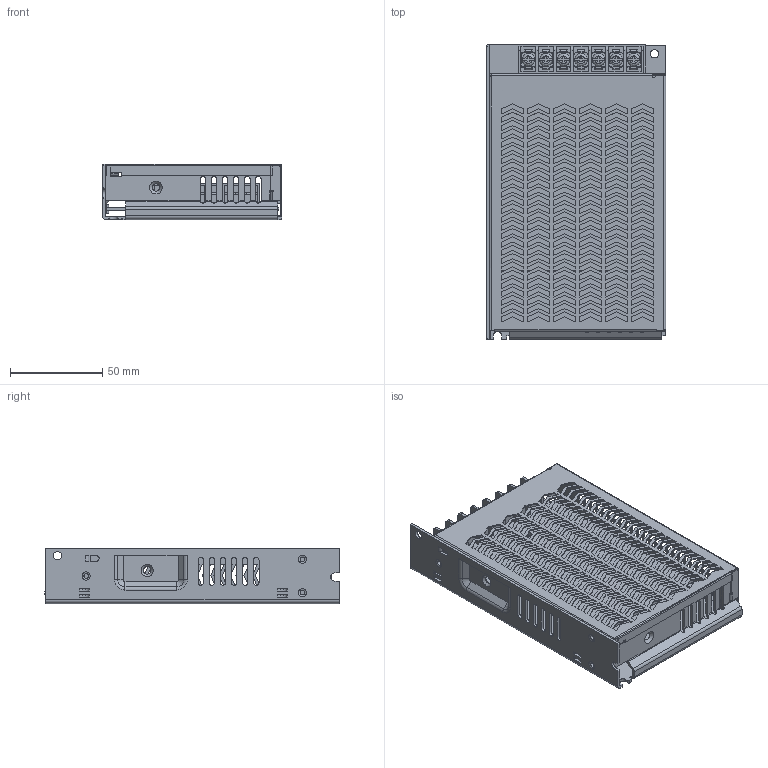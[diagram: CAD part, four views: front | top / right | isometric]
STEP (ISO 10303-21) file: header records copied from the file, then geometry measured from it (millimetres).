
FILE_DESCRIPTION(/* description */ (''),/* implementation_level */ '2;1');
FILE_NAME(/* name */ 'MTS150.stp',/* time_stamp */ '2023-07-21T15:34:56+08:00',/* author */ (''),/* organization */ (''),/* preprocessor_version */ 'ST-DEVELOPER v19.3',/* originating_system */ 'SIEMENS PLM Software NX2212.3001',/* authorisation */ '');
FILE_SCHEMA (('AP203_CONFIGURATION_CONTROLLED_3D_DESIGN_OF_MECHANICAL_PARTS_AND_ASSEMBLIES_MIM_LF { 1 0 10303 403 2 1 2}'));
Products named in the file (6): A01J1DZP0000017; MTS150-A01P01; A04WJJSK0000064; A04WJJSK0000065; MTS150-A01_MODEL; MTS150
Assembly tree (5 placements, depth 3):
  MTS150
    A04WJJSK0000065
    A04WJJSK0000064
    MTS150-A01_MODEL
      MTS150-A01P01
      A01J1DZP0000017
Bounding box: 97 x 159.5 x 30 mm (x, y, z)
Volume: 65999.4 mm3; surface area: 110599 mm2
Topology: 5 solids, 5 shells, 2400 faces, 7473 edges, 5090 vertices
Faces by surface type: plane 1961, cylinder 337, torus 39, bspline 22, cone 22, extrusion 19
Full cylindrical faces by diameter (mm): 2.3 x1, 2.5 x7, 3.33 x1, 3.5 x1, 4 x1, 4.1 x1, 4.3 x3, 4.4 x3, 4.5 x2, 4.8 x1, 5 x1
Entity records: 86031 total; most frequent: CARTESIAN_POINT 19396, ORIENTED_EDGE 14848, DIRECTION 11992, EDGE_CURVE 7424, VECTOR 5242, LINE 5223, VERTEX_POINT 5074, AXIS2_PLACEMENT_3D 3375
